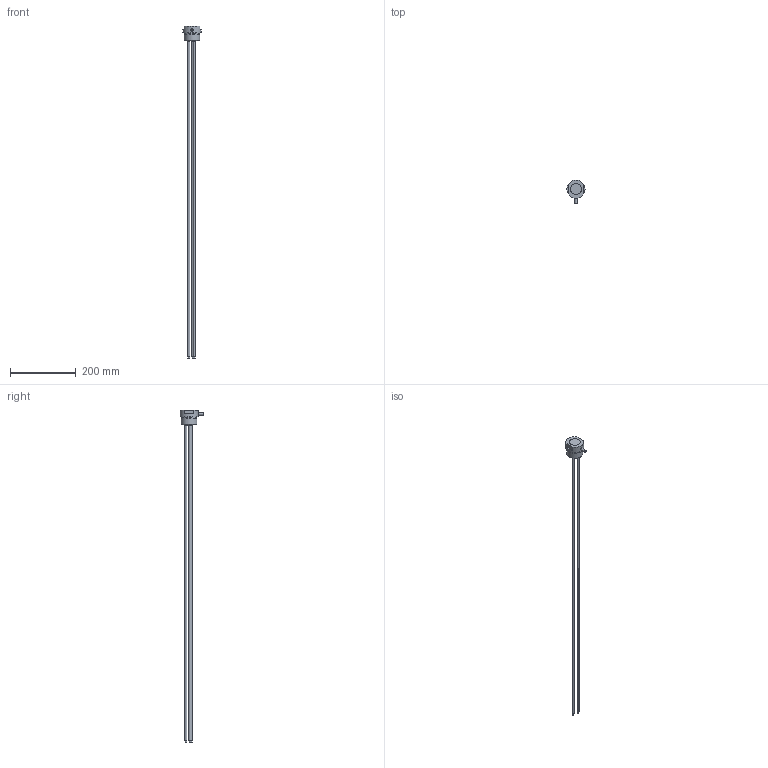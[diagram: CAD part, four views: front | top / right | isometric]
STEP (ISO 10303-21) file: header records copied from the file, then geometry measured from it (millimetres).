
FILE_DESCRIPTION(/* description */ (''),/* implementation_level */ '2;1');
FILE_NAME(/* name */ 'VTI3.stp',/* time_stamp */ '2020-01-07T15:32:23+01:00',/* author */ ('tvb'),/* organization */ (''),/* preprocessor_version */ 'ST-DEVELOPER v18',/* originating_system */ 'Autodesk Inventor 2020',/* authorisation */ '');
FILE_SCHEMA (('AUTOMOTIVE_DESIGN { 1 0 10303 214 3 1 1 }'));
Length unit declared in the file: millimetre
Products named in the file (7): VTI3; 42735-3; Cable; Potting; Isolation; ELEC5-1; WUERTH 03285 hexagonal nut    DIN 439 BM5 A2 BLK EDST
Assembly tree (12 placements, depth 2):
  VTI3
    42735-3
    Cable
    Potting
    Isolation  x3
    ELEC5-1  x3
    WUERTH 03285 hexagonal nut    DIN 439 BM5 A2 BLK EDST  x3
Bounding box: 55 x 72.5 x 1006.73 mm (x, y, z)
Volume: 173708.5 mm3; surface area: 169705.4 mm2
Topology: 12 solids, 12 shells, 162 faces, 378 edges, 257 vertices
Faces by surface type: cone 64, plane 63, cylinder 35
Full cylindrical faces by diameter (mm): 4.134 x3, 4.3 x3, 5 x9, 6 x6, 6.4 x1, 7.6 x1, 9 x3, 9.238 x3, 10.238 x3, 44.845 x1, 47.803 x1, 55 x1
Entity records: 2693 total; most frequent: CARTESIAN_POINT 582, DIRECTION 443, ORIENTED_EDGE 356, AXIS2_PLACEMENT_3D 198, EDGE_CURVE 178, VERTEX_POINT 123, CIRCLE 103, EDGE_LOOP 97
